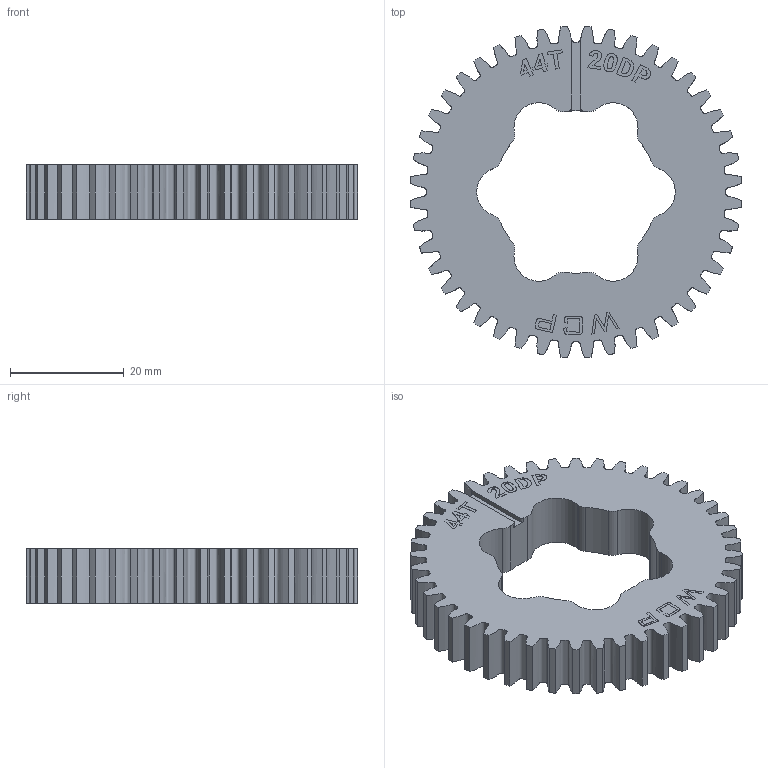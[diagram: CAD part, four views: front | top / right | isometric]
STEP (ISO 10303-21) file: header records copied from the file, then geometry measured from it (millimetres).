
FILE_DESCRIPTION (( 'STEP AP214' ), '1' );
FILE_NAME ('WCP-1087 Rev1.step', '2024-01-18T01:26:14', ( '' ), ( '' ), 'SwSTEP 2.0', 'SolidWorks 2022', '' );
FILE_SCHEMA (( 'AUTOMOTIVE_DESIGN' ));
Length unit declared in the file: inch
Products named in the file (1): WCP-1087 Rev1
Bounding box: 58.34 x 58.34 x 9.53 mm (x, y, z)
Volume: 16594.7 mm3; surface area: 7792.5 mm2
Topology: 1 solids, 1 shells, 271 faces, 762 edges, 508 vertices
Faces by surface type: plane 120, cylinder 77, bspline 74
Entity records: 24835 total; most frequent: CARTESIAN_POINT 18143, ORIENTED_EDGE 1524, DIRECTION 1164, EDGE_CURVE 762, VERTEX_POINT 508, VECTOR 456, LINE 456, AXIS2_PLACEMENT_3D 354
